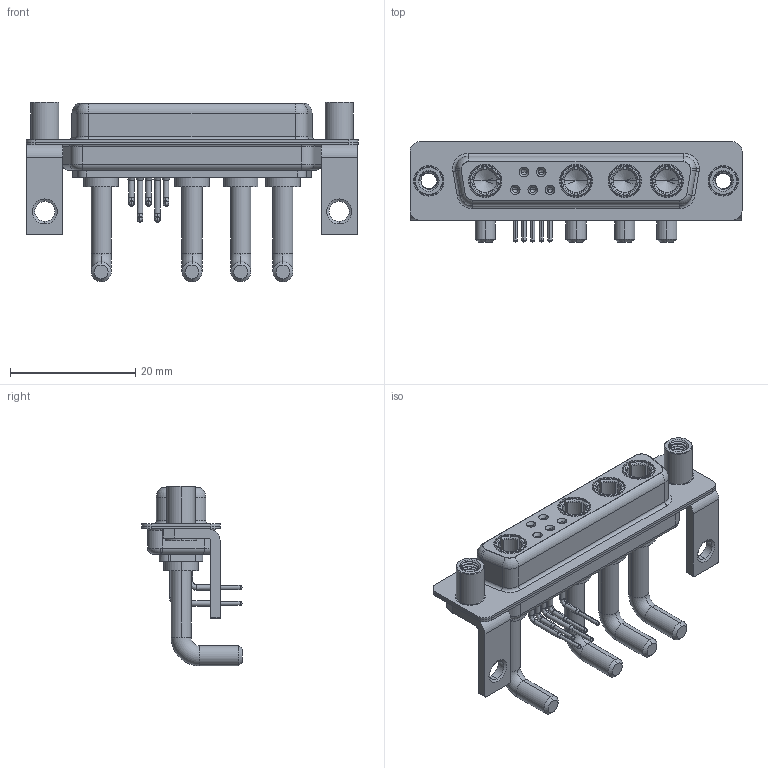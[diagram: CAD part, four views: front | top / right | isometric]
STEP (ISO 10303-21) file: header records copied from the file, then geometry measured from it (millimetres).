
FILE_DESCRIPTION (( 'STEP AP203' ), '1' );
FILE_NAME ('630-9W4-650-3N6.STEP', '2022-06-01T10:49:36', ( '' ), ( '' ), 'SwSTEP 2.0', 'SolidWorks 2020', '' );
FILE_SCHEMA (( 'CONFIG_CONTROL_DESIGN' ));
Length unit declared in the file: millimetre
Products named in the file (9): 630Combo Contact Row 1; 630-9W4-650-3N6; 630Combo Shell Rear_25 Contacts; Power Socket_Ext 30A RA; 630Combo Contact Row 2; 630Combo Stabilizer Bracket; 630Combo Shell Front_25 Contacts; 630Combo Threaded Standoff_D; 630Combo Housing_9W4
Assembly tree (16 placements, depth 2):
  630-9W4-650-3N6
    630Combo Housing_9W4
    630Combo Shell Front_25 Contacts
    630Combo Shell Rear_25 Contacts
    630Combo Stabilizer Bracket  x2
    630Combo Threaded Standoff_D  x2
    Power Socket_Ext 30A RA  x4
    630Combo Contact Row 1  x2
    630Combo Contact Row 2  x3
Bounding box: 53.05 x 16 x 28.73 mm (x, y, z)
Volume: 4748.4 mm3; surface area: 10129.9 mm2
Topology: 20 solids, 20 shells, 954 faces, 2454 edges, 1562 vertices
Faces by surface type: cylinder 424, plane 280, cone 139, torus 81, bspline 30
Entity records: 19681 total; most frequent: CARTESIAN_POINT 5627, DIRECTION 2849, ORIENTED_EDGE 2646, EDGE_CURVE 1323, AXIS2_PLACEMENT_3D 1158, VERTEX_POINT 845, CIRCLE 618, EDGE_LOOP 606
